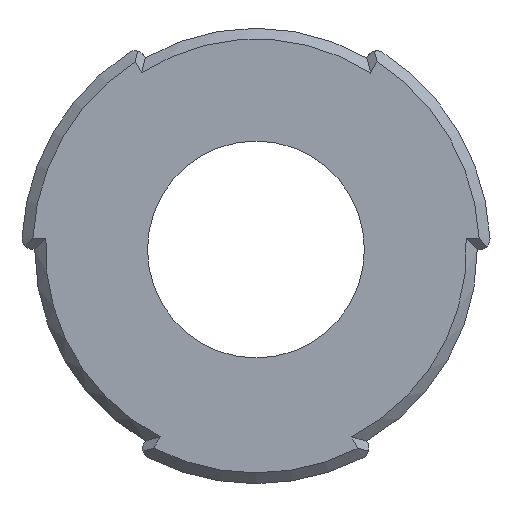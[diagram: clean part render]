
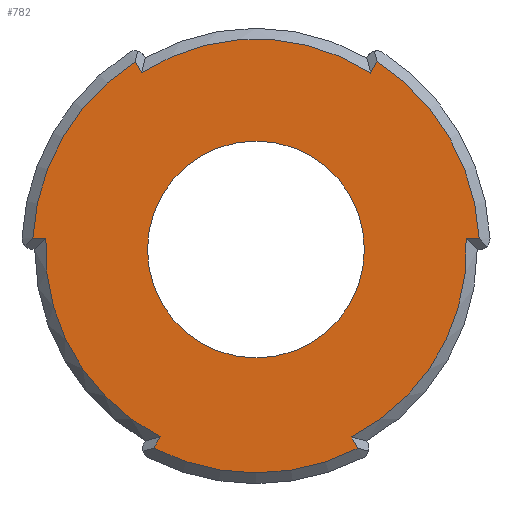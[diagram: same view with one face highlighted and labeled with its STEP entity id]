
A CAD part, front view. The second image highlights one B-rep face of the part: STEP entity #782.
In plain terms, the highlighted planar face has unit normal (0, -1, 0).
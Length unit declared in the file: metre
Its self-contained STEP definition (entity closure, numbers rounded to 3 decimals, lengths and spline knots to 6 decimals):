
#62=CIRCLE('',#854,0.005);
#63=CIRCLE('',#855,0.0103);
#64=CIRCLE('',#856,0.0097);
#65=CIRCLE('',#857,0.0103);
#66=CIRCLE('',#858,0.0097);
#67=CIRCLE('',#859,0.0103);
#68=CIRCLE('',#860,0.0097);
#137=ORIENTED_EDGE('',*,*,#363,.F.);
#138=ORIENTED_EDGE('',*,*,#364,.T.);
#139=ORIENTED_EDGE('',*,*,#365,.T.);
#140=ORIENTED_EDGE('',*,*,#366,.T.);
#141=ORIENTED_EDGE('',*,*,#367,.T.);
#142=ORIENTED_EDGE('',*,*,#368,.T.);
#143=ORIENTED_EDGE('',*,*,#369,.T.);
#144=ORIENTED_EDGE('',*,*,#370,.T.);
#145=ORIENTED_EDGE('',*,*,#371,.T.);
#146=ORIENTED_EDGE('',*,*,#372,.T.);
#147=ORIENTED_EDGE('',*,*,#373,.T.);
#148=ORIENTED_EDGE('',*,*,#374,.T.);
#149=ORIENTED_EDGE('',*,*,#375,.T.);
#363=EDGE_CURVE('',#473,#473,#62,.T.);
#364=EDGE_CURVE('',#474,#475,#541,.T.);
#365=EDGE_CURVE('',#475,#476,#63,.T.);
#366=EDGE_CURVE('',#476,#477,#542,.T.);
#367=EDGE_CURVE('',#477,#478,#64,.T.);
#368=EDGE_CURVE('',#478,#479,#543,.T.);
#369=EDGE_CURVE('',#479,#480,#65,.T.);
#370=EDGE_CURVE('',#480,#481,#544,.T.);
#371=EDGE_CURVE('',#481,#482,#66,.T.);
#372=EDGE_CURVE('',#482,#483,#545,.T.);
#373=EDGE_CURVE('',#483,#484,#67,.T.);
#374=EDGE_CURVE('',#484,#485,#546,.T.);
#375=EDGE_CURVE('',#485,#474,#68,.T.);
#473=VERTEX_POINT('',#1224);
#474=VERTEX_POINT('',#1226);
#475=VERTEX_POINT('',#1227);
#476=VERTEX_POINT('',#1229);
#477=VERTEX_POINT('',#1231);
#478=VERTEX_POINT('',#1233);
#479=VERTEX_POINT('',#1235);
#480=VERTEX_POINT('',#1237);
#481=VERTEX_POINT('',#1239);
#482=VERTEX_POINT('',#1241);
#483=VERTEX_POINT('',#1243);
#484=VERTEX_POINT('',#1245);
#485=VERTEX_POINT('',#1247);
#541=LINE('',#1225,#607);
#542=LINE('',#1230,#608);
#543=LINE('',#1234,#609);
#544=LINE('',#1238,#610);
#545=LINE('',#1242,#611);
#546=LINE('',#1246,#612);
#607=VECTOR('',#991,1.);
#608=VECTOR('',#994,1.);
#609=VECTOR('',#997,1.);
#610=VECTOR('',#1000,1.);
#611=VECTOR('',#1003,1.);
#612=VECTOR('',#1006,1.);
#655=EDGE_LOOP('',(#137));
#656=EDGE_LOOP('',(#138,#139,#140,#141,#142,#143,#144,#145,#146,#147,#148,
#149));
#705=FACE_BOUND('',#655,.T.);
#706=FACE_BOUND('',#656,.T.);
#749=PLANE('',#853);
#782=ADVANCED_FACE('',(#705,#706),#749,.T.);
#853=AXIS2_PLACEMENT_3D('',#1222,#987,#988);
#854=AXIS2_PLACEMENT_3D('',#1223,#989,#990);
#855=AXIS2_PLACEMENT_3D('',#1228,#992,#993);
#856=AXIS2_PLACEMENT_3D('',#1232,#995,#996);
#857=AXIS2_PLACEMENT_3D('',#1236,#998,#999);
#858=AXIS2_PLACEMENT_3D('',#1240,#1001,#1002);
#859=AXIS2_PLACEMENT_3D('',#1244,#1004,#1005);
#860=AXIS2_PLACEMENT_3D('',#1248,#1007,#1008);
#987=DIRECTION('',(0.,-1.,0.));
#988=DIRECTION('',(1.,0.,0.));
#989=DIRECTION('',(0.,-1.,0.));
#990=DIRECTION('',(0.,0.,-1.));
#991=DIRECTION('',(-0.501,0.,-0.866));
#992=DIRECTION('',(0.,-1.,0.));
#993=DIRECTION('',(0.,0.,-1.));
#994=DIRECTION('',(-0.499,0.,0.866));
#995=DIRECTION('',(0.,-1.,0.));
#996=DIRECTION('',(0.,0.,-1.));
#997=DIRECTION('',(1.,0.,-0.001));
#998=DIRECTION('',(0.,-1.,0.));
#999=DIRECTION('',(0.,0.,-1.));
#1000=DIRECTION('',(-0.501,0.,-0.866));
#1001=DIRECTION('',(0.,-1.,0.));
#1002=DIRECTION('',(0.,0.,-1.));
#1003=DIRECTION('',(-0.499,0.,0.866));
#1004=DIRECTION('',(0.,-1.,0.));
#1005=DIRECTION('',(0.,0.,-1.));
#1006=DIRECTION('',(1.,0.,-0.001));
#1007=DIRECTION('',(0.,-1.,0.));
#1008=DIRECTION('',(0.,0.,-1.));
#1222=CARTESIAN_POINT('',(0.,-0.01,-0.0003));
#1223=CARTESIAN_POINT('',(0.,-0.01,0.));
#1224=CARTESIAN_POINT('',(0.,-0.01,-0.005));
#1225=CARTESIAN_POINT('',(-0.004973,-0.01,-0.0096));
#1226=CARTESIAN_POINT('',(-0.004416,-0.01,-0.008636));
#1227=CARTESIAN_POINT('',(-0.004717,-0.01,-0.009157));
#1228=CARTESIAN_POINT('',(0.,-0.01,0.));
#1229=CARTESIAN_POINT('',(0.004705,-0.01,-0.009163));
#1230=CARTESIAN_POINT('',(-0.000303,-0.01,-0.000475));
#1231=CARTESIAN_POINT('',(0.004405,-0.01,-0.008642));
#1232=CARTESIAN_POINT('',(0.,-0.01,0.));
#1233=CARTESIAN_POINT('',(0.009687,-0.01,0.000494));
#1234=CARTESIAN_POINT('',(0.0108,-0.01,0.000493));
#1235=CARTESIAN_POINT('',(0.010288,-0.01,0.000493));
#1236=CARTESIAN_POINT('',(0.,-0.01,0.));
#1237=CARTESIAN_POINT('',(0.005582,-0.01,0.008656));
#1238=CARTESIAN_POINT('',(0.000303,-0.01,-0.000475));
#1239=CARTESIAN_POINT('',(0.005282,-0.01,0.008136));
#1240=CARTESIAN_POINT('',(0.,-0.01,0.));
#1241=CARTESIAN_POINT('',(-0.005271,-0.01,0.008143));
#1242=CARTESIAN_POINT('',(-0.005827,-0.01,0.009107));
#1243=CARTESIAN_POINT('',(-0.005571,-0.01,0.008663));
#1244=CARTESIAN_POINT('',(0.,-0.01,0.));
#1245=CARTESIAN_POINT('',(-0.010288,-0.01,0.000507));
#1246=CARTESIAN_POINT('',(0.000001,-0.01,0.0005));
#1247=CARTESIAN_POINT('',(-0.009687,-0.01,0.000506));
#1248=CARTESIAN_POINT('',(0.,-0.01,0.));
